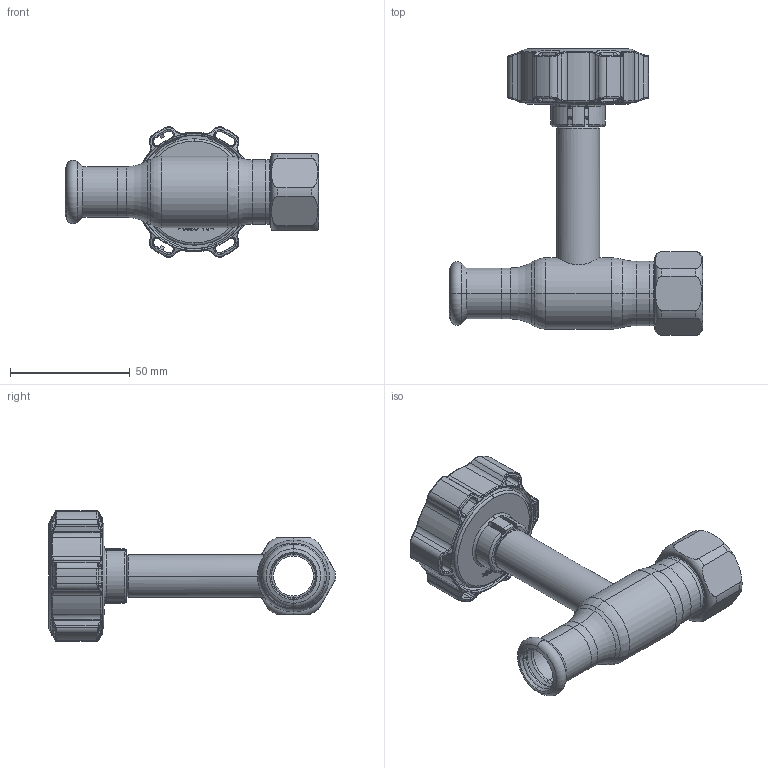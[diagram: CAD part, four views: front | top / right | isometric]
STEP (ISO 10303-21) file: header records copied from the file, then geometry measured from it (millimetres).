
FILE_DESCRIPTION (( 'STEP AP214' ), '1' );
FILE_NAME ('1015001011-1200.STEP', '2024-01-18T08:40:02', ( '' ), ( '' ), 'SwSTEP 2.0', 'SolidWorks 2021', '' );
FILE_SCHEMA (( 'AUTOMOTIVE_DESIGN' ));
Length unit declared in the file: millimetre
Products named in the file (1): 1015001011-1200
Bounding box: 105.8 x 119.79 x 54.57 mm (x, y, z)
Surface area: 31221.1 mm2 (no closed solid volume)
Topology: 0 solids, 9 shells, 529 faces, 1570 edges, 1026 vertices
Faces by surface type: bspline 169, cylinder 132, plane 91, torus 85, cone 52
Entity records: 33187 total; most frequent: CARTESIAN_POINT 14869, ORIENTED_EDGE 2763, DIRECTION 2200, EDGE_CURVE 1568, VERTEX_POINT 1026, AXIS2_PLACEMENT_3D 893, B_SPLINE_CURVE_WITH_KNOTS 590, EDGE_LOOP 564
